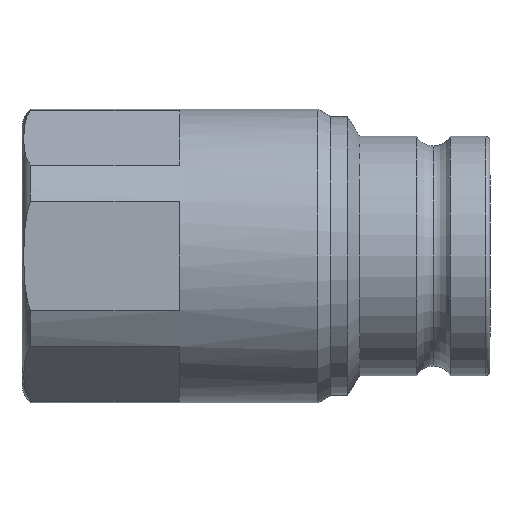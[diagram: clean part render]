
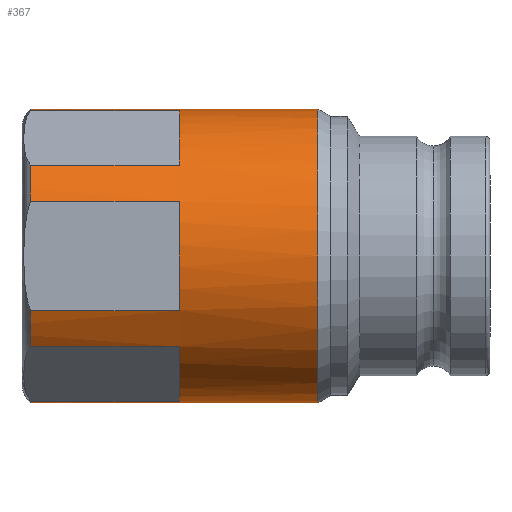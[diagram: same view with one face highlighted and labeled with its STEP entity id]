
A CAD part, front view. The second image highlights one B-rep face of the part: STEP entity #367.
In plain terms, the highlighted cylindrical face has radius 35 mm (diameter 70 mm), a partial arc.
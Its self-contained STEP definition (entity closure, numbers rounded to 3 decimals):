
#19 = EDGE_CURVE ( 'NONE', #1334, #384, #1058, .T. ) ;
#49 = ORIENTED_EDGE ( 'NONE', *, *, #1213, .T. ) ;
#63 = VERTEX_POINT ( 'NONE', #1008 ) ;
#76 = VERTEX_POINT ( 'NONE', #444 ) ;
#103 = ORIENTED_EDGE ( 'NONE', *, *, #961, .T. ) ;
#144 = CARTESIAN_POINT ( 'NONE',  ( 80.568, 0., -35. ) ) ;
#151 = DIRECTION ( 'NONE',  ( -1., 0., 0. ) ) ;
#152 = CARTESIAN_POINT ( 'NONE',  ( 0., 0., -35. ) ) ;
#160 = DIRECTION ( 'NONE',  ( 0., 0., 1. ) ) ;
#170 = CARTESIAN_POINT ( 'NONE',  ( 12.068, -32.5, 12.99 ) ) ;
#172 = CARTESIAN_POINT ( 'NONE',  ( 12.068, 0., 0. ) ) ;
#199 = CARTESIAN_POINT ( 'NONE',  ( 12.068, 0., 0. ) ) ;
#209 = LINE ( 'NONE', #152, #1002 ) ;
#240 = AXIS2_PLACEMENT_3D ( 'NONE', #378, #151, #1325 ) ;
#244 = EDGE_CURVE ( 'NONE', #527, #1464, #391, .T. ) ;
#245 = LINE ( 'NONE', #1108, #488 ) ;
#248 = VECTOR ( 'NONE', #641, 1000. ) ;
#254 = CARTESIAN_POINT ( 'NONE',  ( 0., -32.5, -12.99 ) ) ;
#259 = ORIENTED_EDGE ( 'NONE', *, *, #244, .F. ) ;
#261 = DIRECTION ( 'NONE',  ( 0., 0., 1. ) ) ;
#275 = ORIENTED_EDGE ( 'NONE', *, *, #677, .T. ) ;
#281 = CARTESIAN_POINT ( 'NONE',  ( 0., -5., -34.641 ) ) ;
#290 = VECTOR ( 'NONE', #1067, 1000. ) ;
#294 = CARTESIAN_POINT ( 'NONE',  ( 12.068, -32.5, -12.99 ) ) ;
#333 = DIRECTION ( 'NONE',  ( -1., 0., 0. ) ) ;
#347 = DIRECTION ( 'NONE',  ( -1., 0., 0. ) ) ;
#352 = ORIENTED_EDGE ( 'NONE', *, *, #528, .F. ) ;
#361 = DIRECTION ( 'NONE',  ( 1., 0., 0. ) ) ;
#366 = ORIENTED_EDGE ( 'NONE', *, *, #1096, .F. ) ;
#367 = ADVANCED_FACE ( 'NONE', ( #1131 ), #373, .T. ) ;
#373 = CYLINDRICAL_SURFACE ( 'NONE', #1438, 35. ) ;
#378 = CARTESIAN_POINT ( 'NONE',  ( 12.068, 0., 0. ) ) ;
#384 = VERTEX_POINT ( 'NONE', #1533 ) ;
#391 = CIRCLE ( 'NONE', #708, 35. ) ;
#405 = EDGE_CURVE ( 'NONE', #799, #63, #1192, .T. ) ;
#417 = CARTESIAN_POINT ( 'NONE',  ( 12.068, -5., 34.641 ) ) ;
#432 = CIRCLE ( 'NONE', #655, 35. ) ;
#444 = CARTESIAN_POINT ( 'NONE',  ( 47.568, -32.5, 12.99 ) ) ;
#451 = LINE ( 'NONE', #1097, #757 ) ;
#458 = ORIENTED_EDGE ( 'NONE', *, *, #502, .T. ) ;
#488 = VECTOR ( 'NONE', #764, 1000. ) ;
#489 = DIRECTION ( 'NONE',  ( 1., 0., 0. ) ) ;
#502 = EDGE_CURVE ( 'NONE', #767, #1464, #648, .T. ) ;
#508 = CIRCLE ( 'NONE', #1015, 35. ) ;
#517 = VERTEX_POINT ( 'NONE', #144 ) ;
#527 = VERTEX_POINT ( 'NONE', #605 ) ;
#528 = EDGE_CURVE ( 'NONE', #689, #63, #849, .T. ) ;
#548 = DIRECTION ( 'NONE',  ( 0., 0., 1. ) ) ;
#554 = DIRECTION ( 'NONE',  ( 0., 0., 1. ) ) ;
#565 = VECTOR ( 'NONE', #347, 1000. ) ;
#579 = ORIENTED_EDGE ( 'NONE', *, *, #1204, .T. ) ;
#580 = DIRECTION ( 'NONE',  ( -1., 0., 0. ) ) ;
#593 = CARTESIAN_POINT ( 'NONE',  ( 80.568, 0., 35. ) ) ;
#600 = CARTESIAN_POINT ( 'NONE',  ( 47.568, -27.5, -21.651 ) ) ;
#605 = CARTESIAN_POINT ( 'NONE',  ( 12.068, 0., -35. ) ) ;
#625 = DIRECTION ( 'NONE',  ( -1., 0., 0. ) ) ;
#628 = AXIS2_PLACEMENT_3D ( 'NONE', #1146, #793, #1014 ) ;
#631 = CIRCLE ( 'NONE', #628, 35. ) ;
#635 = VERTEX_POINT ( 'NONE', #600 ) ;
#641 = DIRECTION ( 'NONE',  ( 1., 0., 0. ) ) ;
#643 = CARTESIAN_POINT ( 'NONE',  ( 47.568, -5., -34.641 ) ) ;
#646 = AXIS2_PLACEMENT_3D ( 'NONE', #1496, #333, #554 ) ;
#648 = LINE ( 'NONE', #281, #1466 ) ;
#655 = AXIS2_PLACEMENT_3D ( 'NONE', #1443, #489, #1549 ) ;
#677 = EDGE_CURVE ( 'NONE', #76, #1189, #508, .T. ) ;
#689 = VERTEX_POINT ( 'NONE', #170 ) ;
#694 = ORIENTED_EDGE ( 'NONE', *, *, #1364, .T. ) ;
#701 = LINE ( 'NONE', #1104, #248 ) ;
#708 = AXIS2_PLACEMENT_3D ( 'NONE', #1182, #580, #261 ) ;
#742 = EDGE_LOOP ( 'NONE', ( #1031, #1132, #940, #1188, #915, #579, #1017, #352, #1126, #275, #49, #366, #694, #103, #458, #259 ) ) ;
#743 = AXIS2_PLACEMENT_3D ( 'NONE', #199, #1135, #548 ) ;
#749 = CARTESIAN_POINT ( 'NONE',  ( 47.568, 0., 0. ) ) ;
#753 = DIRECTION ( 'NONE',  ( -1., 0., 0. ) ) ;
#757 = VECTOR ( 'NONE', #625, 1000. ) ;
#764 = DIRECTION ( 'NONE',  ( 1., 0., 0. ) ) ;
#767 = VERTEX_POINT ( 'NONE', #643 ) ;
#793 = DIRECTION ( 'NONE',  ( 1., 0., 0. ) ) ;
#799 = VERTEX_POINT ( 'NONE', #1116 ) ;
#825 = VECTOR ( 'NONE', #361, 1000. ) ;
#849 = CIRCLE ( 'NONE', #240, 35. ) ;
#850 = DIRECTION ( 'NONE',  ( 0., 0., 1. ) ) ;
#869 = DIRECTION ( 'NONE',  ( 0., 0., 1. ) ) ;
#876 = VERTEX_POINT ( 'NONE', #1365 ) ;
#890 = CARTESIAN_POINT ( 'NONE',  ( 12.068, -5., -34.641 ) ) ;
#915 = ORIENTED_EDGE ( 'NONE', *, *, #1121, .T. ) ;
#922 = CARTESIAN_POINT ( 'NONE',  ( 12.068, -27.5, -21.651 ) ) ;
#934 = CARTESIAN_POINT ( 'NONE',  ( 0., 0., 0. ) ) ;
#940 = ORIENTED_EDGE ( 'NONE', *, *, #1074, .T. ) ;
#961 = EDGE_CURVE ( 'NONE', #635, #767, #631, .T. ) ;
#966 = AXIS2_PLACEMENT_3D ( 'NONE', #172, #753, #160 ) ;
#967 = DIRECTION ( 'NONE',  ( -1., 0., 0. ) ) ;
#984 = DIRECTION ( 'NONE',  ( 1., 0., 0. ) ) ;
#1002 = VECTOR ( 'NONE', #967, 1000. ) ;
#1008 = CARTESIAN_POINT ( 'NONE',  ( 12.068, -27.5, 21.651 ) ) ;
#1014 = DIRECTION ( 'NONE',  ( 0., 0., 1. ) ) ;
#1015 = AXIS2_PLACEMENT_3D ( 'NONE', #749, #984, #869 ) ;
#1017 = ORIENTED_EDGE ( 'NONE', *, *, #405, .T. ) ;
#1031 = ORIENTED_EDGE ( 'NONE', *, *, #1264, .F. ) ;
#1037 = VERTEX_POINT ( 'NONE', #593 ) ;
#1042 = VERTEX_POINT ( 'NONE', #922 ) ;
#1048 = CARTESIAN_POINT ( 'NONE',  ( 0., -27.5, 21.651 ) ) ;
#1053 = DIRECTION ( 'NONE',  ( -1., 0., 0. ) ) ;
#1058 = CIRCLE ( 'NONE', #743, 35. ) ;
#1060 = CARTESIAN_POINT ( 'NONE',  ( 0., -32.5, 12.99 ) ) ;
#1066 = CIRCLE ( 'NONE', #646, 35. ) ;
#1067 = DIRECTION ( 'NONE',  ( -1., 0., 0. ) ) ;
#1074 = EDGE_CURVE ( 'NONE', #1037, #384, #451, .T. ) ;
#1096 = EDGE_CURVE ( 'NONE', #1042, #1304, #1317, .T. ) ;
#1097 = CARTESIAN_POINT ( 'NONE',  ( 0., 0., 35. ) ) ;
#1104 = CARTESIAN_POINT ( 'NONE',  ( 0., -5., 34.641 ) ) ;
#1108 = CARTESIAN_POINT ( 'NONE',  ( 0., -27.5, -21.651 ) ) ;
#1116 = CARTESIAN_POINT ( 'NONE',  ( 47.568, -27.5, 21.651 ) ) ;
#1121 = EDGE_CURVE ( 'NONE', #1334, #876, #701, .T. ) ;
#1126 = ORIENTED_EDGE ( 'NONE', *, *, #1148, .T. ) ;
#1131 = FACE_OUTER_BOUND ( 'NONE', #742, .T. ) ;
#1132 = ORIENTED_EDGE ( 'NONE', *, *, #1460, .T. ) ;
#1135 = DIRECTION ( 'NONE',  ( -1., 0., 0. ) ) ;
#1146 = CARTESIAN_POINT ( 'NONE',  ( 47.568, 0., 0. ) ) ;
#1148 = EDGE_CURVE ( 'NONE', #689, #76, #1295, .T. ) ;
#1182 = CARTESIAN_POINT ( 'NONE',  ( 12.068, 0., 0. ) ) ;
#1188 = ORIENTED_EDGE ( 'NONE', *, *, #19, .F. ) ;
#1189 = VERTEX_POINT ( 'NONE', #1313 ) ;
#1192 = LINE ( 'NONE', #1048, #565 ) ;
#1204 = EDGE_CURVE ( 'NONE', #876, #799, #432, .T. ) ;
#1213 = EDGE_CURVE ( 'NONE', #1189, #1304, #1539, .T. ) ;
#1264 = EDGE_CURVE ( 'NONE', #517, #527, #209, .T. ) ;
#1295 = LINE ( 'NONE', #1060, #825 ) ;
#1304 = VERTEX_POINT ( 'NONE', #294 ) ;
#1313 = CARTESIAN_POINT ( 'NONE',  ( 47.568, -32.5, -12.99 ) ) ;
#1317 = CIRCLE ( 'NONE', #966, 35. ) ;
#1325 = DIRECTION ( 'NONE',  ( 0., 0., 1. ) ) ;
#1334 = VERTEX_POINT ( 'NONE', #417 ) ;
#1364 = EDGE_CURVE ( 'NONE', #1042, #635, #245, .T. ) ;
#1365 = CARTESIAN_POINT ( 'NONE',  ( 47.568, -5., 34.641 ) ) ;
#1438 = AXIS2_PLACEMENT_3D ( 'NONE', #934, #1053, #850 ) ;
#1441 = DIRECTION ( 'NONE',  ( -1., 0., 0. ) ) ;
#1443 = CARTESIAN_POINT ( 'NONE',  ( 47.568, 0., 0. ) ) ;
#1460 = EDGE_CURVE ( 'NONE', #517, #1037, #1066, .T. ) ;
#1464 = VERTEX_POINT ( 'NONE', #890 ) ;
#1466 = VECTOR ( 'NONE', #1441, 1000. ) ;
#1496 = CARTESIAN_POINT ( 'NONE',  ( 80.568, 0., 0. ) ) ;
#1533 = CARTESIAN_POINT ( 'NONE',  ( 12.068, 0., 35. ) ) ;
#1539 = LINE ( 'NONE', #254, #290 ) ;
#1549 = DIRECTION ( 'NONE',  ( 0., 0., 1. ) ) ;
